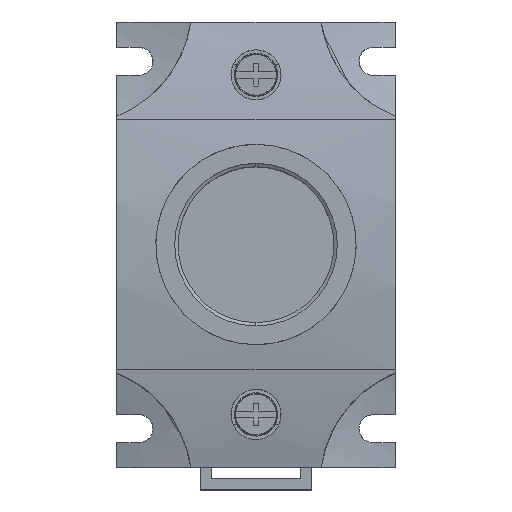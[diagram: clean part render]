
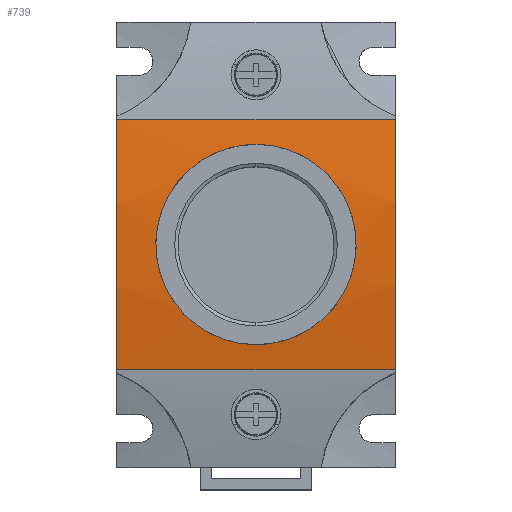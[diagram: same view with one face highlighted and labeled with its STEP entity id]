
A CAD part, top view. The second image highlights one B-rep face of the part: STEP entity #739.
In plain terms, the highlighted cylindrical face has radius 127.562 mm (diameter 255.125 mm), a partial arc.
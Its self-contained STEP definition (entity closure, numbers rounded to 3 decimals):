
#739=ADVANCED_FACE('VOLUMENK\X\D6RPER1',(#1859,#1860),#1861,.T.);
#1859=FACE_OUTER_BOUND('',#3310,.T.);
#1860=FACE_BOUND('',#3311,.T.);
#1861=CYLINDRICAL_SURFACE('',#3312,127.563);
#3310=EDGE_LOOP('',(#6021,#6022,#6023,#6024));
#3311=EDGE_LOOP('',(#6025,#6026));
#3312=AXIS2_PLACEMENT_3D('',#6027,#6028,#6029);
#6021=ORIENTED_EDGE('',*,*,#9894,.T.);
#6022=ORIENTED_EDGE('',*,*,#9886,.F.);
#6023=ORIENTED_EDGE('',*,*,#9340,.T.);
#6024=ORIENTED_EDGE('',*,*,#10022,.F.);
#6025=ORIENTED_EDGE('',*,*,#10024,.T.);
#6026=ORIENTED_EDGE('',*,*,#9159,.T.);
#6027=CARTESIAN_POINT('',(25.,44.0,-65.563));
#6028=DIRECTION('',(1.0,0.0,0.0));
#6029=DIRECTION('',(0.0,0.176,-0.984));
#9159=EDGE_CURVE('',#11015,#11019,#11021,.T.);
#9340=EDGE_CURVE('GENERATED CIRCLE',#11363,#11361,#11364,.T.);
#9886=EDGE_CURVE('LINE',#11363,#12280,#12281,.T.);
#9894=EDGE_CURVE('',#12289,#12280,#12290,.T.);
#10022=EDGE_CURVE('LINE',#12289,#11361,#12475,.T.);
#10024=EDGE_CURVE('',#11019,#11015,#12477,.T.);
#11015=VERTEX_POINT('',#13778);
#11019=VERTEX_POINT('',#13783);
#11021=B_SPLINE_CURVE_WITH_KNOTS('',3,(#13786,#13787,#13788,#13789,#13790,#13791,#13792,#13793,#13794,#13795),.UNSPECIFIED.,.F.,.F.,(4,2,2,2,4),(0.5,0.625,0.75,0.875,1.),.UNSPECIFIED.);
#11361=VERTEX_POINT('',#14533);
#11363=VERTEX_POINT('',#14536);
#11364=CIRCLE('',#14537,127.563);
#12280=VERTEX_POINT('',#16209);
#12281=LINE('',#16210,#16211);
#12289=VERTEX_POINT('',#16225);
#12290=CIRCLE('',#16226,127.563);
#12475=LINE('',#16655,#16656);
#12477=B_SPLINE_CURVE_WITH_KNOTS('',3,(#16658,#16659,#16660,#16661,#16662,#16663,#16664,#16665,#16666,#16667,#16668,#16669),.UNSPECIFIED.,.F.,.F.,(4,2,2,2,2,4),(0.0,0.125,0.25,0.375,0.5,0.5),.UNSPECIFIED.);
#13778=CARTESIAN_POINT('',(25.,62.,60.724));
#13783=CARTESIAN_POINT('',(25.,26.0,60.724));
#13786=CARTESIAN_POINT('',(25.,62.,60.724));
#13787=CARTESIAN_POINT('',(29.758,62.,60.724));
#13788=CARTESIAN_POINT('',(34.373,60.083,61.027));
#13789=CARTESIAN_POINT('',(41.084,53.372,61.7));
#13790=CARTESIAN_POINT('',(43.,48.758,62.));
#13791=CARTESIAN_POINT('',(43.,39.242,62.));
#13792=CARTESIAN_POINT('',(41.083,34.627,61.7));
#13793=CARTESIAN_POINT('',(34.372,27.916,61.027));
#13794=CARTESIAN_POINT('',(29.758,26.0,60.724));
#13795=CARTESIAN_POINT('',(25.,26.0,60.724));
#14533=CARTESIAN_POINT('',(50.,66.5,60.0));
#14536=CARTESIAN_POINT('',(50.,21.5,60.0));
#14537=AXIS2_PLACEMENT_3D('',#18968,#18969,#18970);
#16209=CARTESIAN_POINT('',(0.,21.5,60.0));
#16210=CARTESIAN_POINT('',(25.,21.5,60.0));
#16211=VECTOR('',#19520,1.0);
#16225=CARTESIAN_POINT('',(0.,66.5,60.0));
#16226=AXIS2_PLACEMENT_3D('',#19527,#19528,#19529);
#16655=CARTESIAN_POINT('',(25.,66.5,60.0));
#16656=VECTOR('',#19637,1.0);
#16658=CARTESIAN_POINT('',(25.,26.0,60.724));
#16659=CARTESIAN_POINT('',(20.242,26.0,60.724));
#16660=CARTESIAN_POINT('',(15.627,27.917,61.027));
#16661=CARTESIAN_POINT('',(8.916,34.628,61.7));
#16662=CARTESIAN_POINT('',(7.,39.242,62.));
#16663=CARTESIAN_POINT('',(7.,48.758,62.));
#16664=CARTESIAN_POINT('',(8.917,53.373,61.7));
#16665=CARTESIAN_POINT('',(15.628,60.084,61.027));
#16666=CARTESIAN_POINT('',(20.242,62.,60.724));
#16667=CARTESIAN_POINT('',(25.,62.,60.724));
#16668=CARTESIAN_POINT('',(25.,62.,60.724));
#16669=CARTESIAN_POINT('',(25.,62.,60.724));
#18968=CARTESIAN_POINT('',(50.,44.0,-65.563));
#18969=DIRECTION('',(-1.0,0.0,0.0));
#18970=DIRECTION('',(0.0,-1.0,0.0));
#19520=DIRECTION('',(-1.0,0.0,0.0));
#19527=CARTESIAN_POINT('',(0.,44.0,-65.563));
#19528=DIRECTION('',(1.0,0.0,0.0));
#19529=DIRECTION('',(0.0,-1.0,0.0));
#19637=DIRECTION('',(1.0,0.0,0.0));
